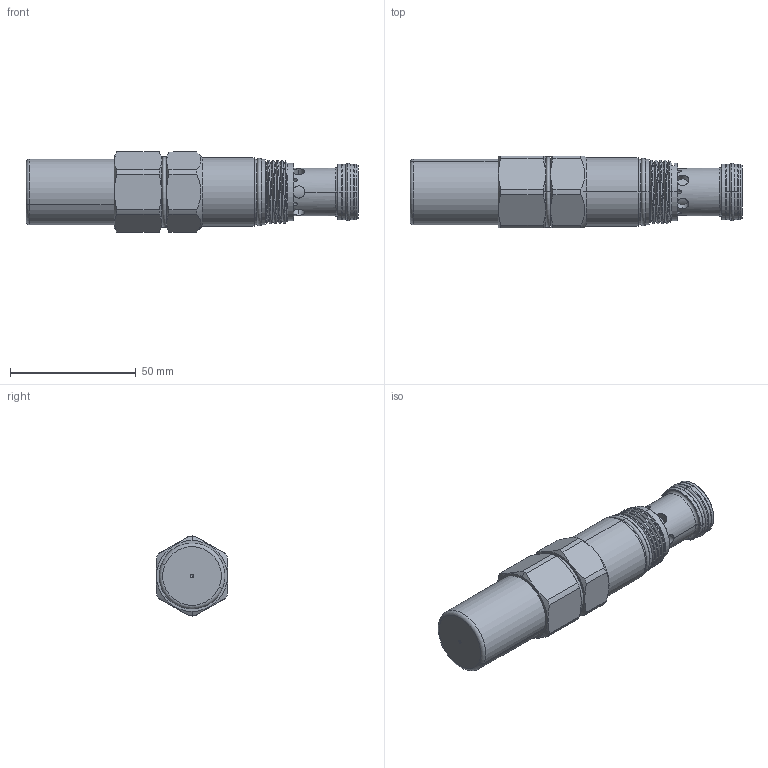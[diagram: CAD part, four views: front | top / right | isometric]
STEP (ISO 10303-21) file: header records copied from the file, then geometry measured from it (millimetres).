
FILE_DESCRIPTION (( 'STEP AP203' ), '1' );
FILE_NAME ('SC5A20-C.STEP', '2020-03-25T01:10:30', ( '' ), ( '' ), 'SwSTEP 2.0', 'SolidWorks 2018', '' );
FILE_SCHEMA (( 'CONFIG_CONTROL_DESIGN' ));
Length unit declared in the file: millimetre
Products named in the file (1): SC5A20-C
Bounding box: 131.94 x 28.57 x 31.8 mm (x, y, z)
Volume: 58777.9 mm3; surface area: 23586.4 mm2
Topology: 7 solids, 10 shells, 412 faces, 1000 edges, 620 vertices
Faces by surface type: cylinder 183, plane 84, cone 79, torus 57, bspline 7, sphere 2
Entity records: 18048 total; most frequent: CARTESIAN_POINT 8571, ORIENTED_EDGE 1994, DIRECTION 1988, EDGE_CURVE 997, AXIS2_PLACEMENT_3D 848, VERTEX_POINT 620, EDGE_LOOP 451, CIRCLE 442
